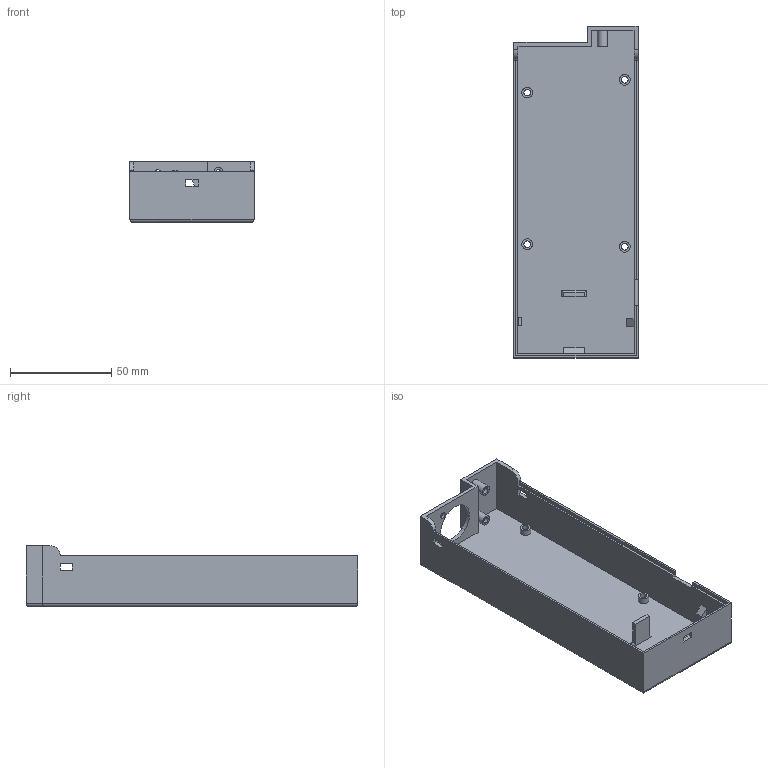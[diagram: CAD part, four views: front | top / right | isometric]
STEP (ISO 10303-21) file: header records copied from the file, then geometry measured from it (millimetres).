
FILE_DESCRIPTION(/* description */ (''),/* implementation_level */ '2;1');
FILE_NAME(/* name */ 'BAWAH rev1.step',/* time_stamp */ '2024-05-19T20:46:35+07:00',/* author */ (''),/* organization */ (''),/* preprocessor_version */ 'ST-DEVELOPER v20',/* originating_system */ 'Autodesk Translation Framework v13.14.0.145',/* authorisation */ '');
FILE_SCHEMA (('AUTOMOTIVE_DESIGN { 1 0 10303 214 3 1 1 }'));
Length unit declared in the file: millimetre
Products named in the file (1): BAWAH
Bounding box: 61.34 x 164.06 x 30 mm (x, y, z)
Volume: 40069 mm3; surface area: 42081.5 mm2
Topology: 1 solids, 1 shells, 111 faces, 274 edges, 180 vertices
Faces by surface type: plane 76, cylinder 35
Full cylindrical faces by diameter (mm): 3 x4, 3.272 x3, 3.302 x1, 5 x4, 5.272 x6, 5.302 x2, 20 x1
Entity records: 3349 total; most frequent: CARTESIAN_POINT 566, DIRECTION 562, ORIENTED_EDGE 548, EDGE_CURVE 274, LINE 210, VECTOR 210, VERTEX_POINT 180, AXIS2_PLACEMENT_3D 176
